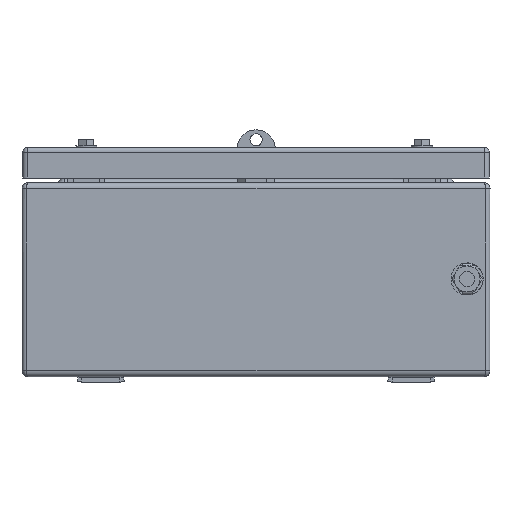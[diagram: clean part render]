
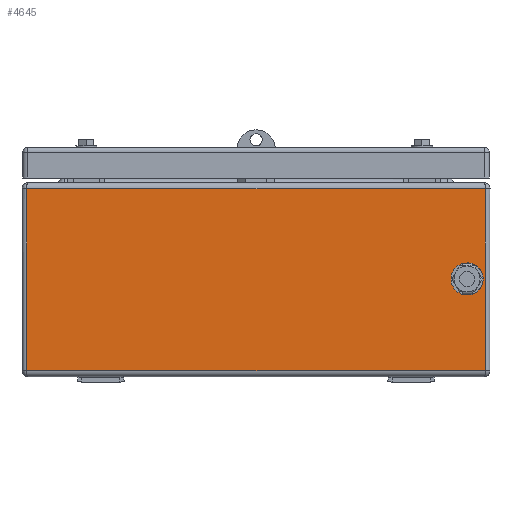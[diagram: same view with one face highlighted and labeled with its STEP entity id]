
A CAD part, left-side view. The second image highlights one B-rep face of the part: STEP entity #4645.
In plain terms, the highlighted planar face has unit normal (-1, 0, 0).
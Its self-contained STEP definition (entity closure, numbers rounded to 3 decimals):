
#4282=AXIS2_PLACEMENT_3D('Circle Axis2P3D',#4280,#4281,$) ;
#4330=AXIS2_PLACEMENT_3D('Circle Axis2P3D',#4328,#4329,$) ;
#4612=AXIS2_PLACEMENT_3D('Plane Axis2P3D',#4609,#4610,#4611) ;
#4025=CARTESIAN_POINT('Vertex',(25.5,3.,126.5)) ;
#4035=CARTESIAN_POINT('Vertex',(25.5,303.,126.5)) ;
#4038=CARTESIAN_POINT('Line Origine',(25.5,153.,126.5)) ;
#4277=CARTESIAN_POINT('Vertex',(25.5,9.85,72.46)) ;
#4280=CARTESIAN_POINT('Axis2P3D Location',(25.5,15.,67.5)) ;
#4284=CARTESIAN_POINT('Vertex',(25.5,20.15,72.46)) ;
#4304=CARTESIAN_POINT('Line Origine',(25.5,20.15,67.5)) ;
#4308=CARTESIAN_POINT('Vertex',(25.5,20.15,62.54)) ;
#4328=CARTESIAN_POINT('Axis2P3D Location',(25.5,15.,67.5)) ;
#4332=CARTESIAN_POINT('Vertex',(25.5,9.85,62.54)) ;
#4352=CARTESIAN_POINT('Line Origine',(25.5,9.85,67.5)) ;
#4609=CARTESIAN_POINT('Axis2P3D Location',(25.5,306.,130.5)) ;
#4614=CARTESIAN_POINT('Line Origine',(25.5,303.,67.)) ;
#4618=CARTESIAN_POINT('Vertex',(25.5,303.,7.5)) ;
#4621=CARTESIAN_POINT('Line Origine',(25.5,153.,7.5)) ;
#4625=CARTESIAN_POINT('Vertex',(25.5,3.,7.5)) ;
#4628=CARTESIAN_POINT('Line Origine',(25.5,3.,67.)) ;
#4039=DIRECTION('Vector Direction',(0.,-1.,0.)) ;
#4281=DIRECTION('Axis2P3D Direction',(-1.,0.,0.)) ;
#4305=DIRECTION('Vector Direction',(0.,0.,-1.)) ;
#4329=DIRECTION('Axis2P3D Direction',(-1.,0.,0.)) ;
#4353=DIRECTION('Vector Direction',(0.,0.,1.)) ;
#4610=DIRECTION('Axis2P3D Direction',(1.,0.,0.)) ;
#4611=DIRECTION('Axis2P3D XDirection',(0.,1.,0.)) ;
#4615=DIRECTION('Vector Direction',(0.,0.,-1.)) ;
#4622=DIRECTION('Vector Direction',(0.,-1.,0.)) ;
#4629=DIRECTION('Vector Direction',(0.,0.,1.)) ;
#4040=VECTOR('Line Direction',#4039,1.) ;
#4306=VECTOR('Line Direction',#4305,1.) ;
#4354=VECTOR('Line Direction',#4353,1.) ;
#4616=VECTOR('Line Direction',#4615,1.) ;
#4623=VECTOR('Line Direction',#4622,1.) ;
#4630=VECTOR('Line Direction',#4629,1.) ;
#4634=ORIENTED_EDGE('',*,*,#4620,.T.) ;
#4635=ORIENTED_EDGE('',*,*,#4627,.T.) ;
#4636=ORIENTED_EDGE('',*,*,#4632,.T.) ;
#4637=ORIENTED_EDGE('',*,*,#4042,.T.) ;
#4640=ORIENTED_EDGE('',*,*,#4310,.F.) ;
#4641=ORIENTED_EDGE('',*,*,#4286,.F.) ;
#4642=ORIENTED_EDGE('',*,*,#4356,.F.) ;
#4643=ORIENTED_EDGE('',*,*,#4334,.F.) ;
#4644=FACE_BOUND('',#4639,.T.) ;
#4645=ADVANCED_FACE('40797_ASM_GH_KTB_MH_XXXxXXXxXXX_YGP_S3D-1/GH-1-solid1',(#4638,#4644),#4613,.F.) ;
#4283=CIRCLE('generated circle',#4282,7.15) ;
#4331=CIRCLE('generated circle',#4330,7.15) ;
#4042=EDGE_CURVE('',#4026,#4036,#4041,.F.) ;
#4286=EDGE_CURVE('',#4278,#4285,#4283,.T.) ;
#4310=EDGE_CURVE('',#4285,#4309,#4307,.T.) ;
#4334=EDGE_CURVE('',#4309,#4333,#4331,.T.) ;
#4356=EDGE_CURVE('',#4333,#4278,#4355,.T.) ;
#4620=EDGE_CURVE('',#4036,#4619,#4617,.T.) ;
#4627=EDGE_CURVE('',#4619,#4626,#4624,.T.) ;
#4632=EDGE_CURVE('',#4626,#4026,#4631,.T.) ;
#4633=EDGE_LOOP('',(#4634,#4635,#4636,#4637)) ;
#4639=EDGE_LOOP('',(#4640,#4641,#4642,#4643)) ;
#4638=FACE_OUTER_BOUND('',#4633,.T.) ;
#4041=LINE('Line',#4038,#4040) ;
#4307=LINE('Line',#4304,#4306) ;
#4355=LINE('Line',#4352,#4354) ;
#4617=LINE('Line',#4614,#4616) ;
#4624=LINE('Line',#4621,#4623) ;
#4631=LINE('Line',#4628,#4630) ;
#4613=PLANE('',#4612) ;
#4026=VERTEX_POINT('',#4025) ;
#4036=VERTEX_POINT('',#4035) ;
#4278=VERTEX_POINT('',#4277) ;
#4285=VERTEX_POINT('',#4284) ;
#4309=VERTEX_POINT('',#4308) ;
#4333=VERTEX_POINT('',#4332) ;
#4619=VERTEX_POINT('',#4618) ;
#4626=VERTEX_POINT('',#4625) ;
